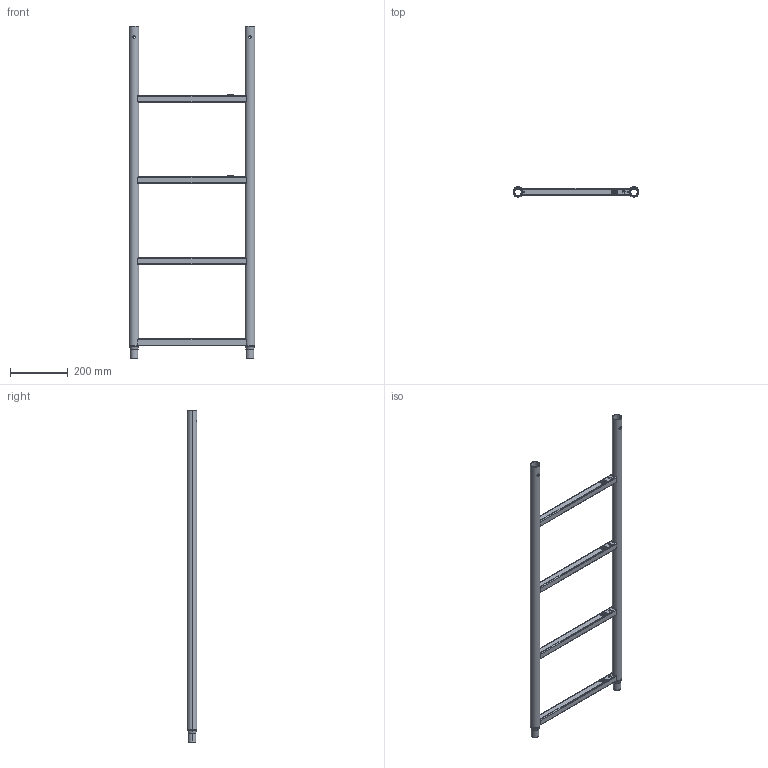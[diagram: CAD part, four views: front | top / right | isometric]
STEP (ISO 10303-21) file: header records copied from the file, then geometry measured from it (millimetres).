
FILE_DESCRIPTION (( 'STEP AP203' ), '1' );
FILE_NAME ('9284000004.STEP', '2024-04-25T12:34:43', ( '' ), ( '' ), 'SwSTEP 2.0', 'SolidWorks 2022', '' );
FILE_SCHEMA (( 'CONFIG_CONTROL_DESIGN' ));
Length unit declared in the file: metre
Products named in the file (1): 9284000004
Bounding box: 433.7 x 33.7 x 1146 mm (x, y, z)
Volume: 641411.1 mm3; surface area: 649179.2 mm2
Topology: 6 solids, 6 shells, 476 faces, 1240 edges, 752 vertices
Faces by surface type: plane 132, cone 104, cylinder 100, torus 80, bspline 60
Entity records: 18039 total; most frequent: CARTESIAN_POINT 6593, ORIENTED_EDGE 2480, DIRECTION 2330, EDGE_CURVE 1240, AXIS2_PLACEMENT_3D 897, VERTEX_POINT 752, LINE 536, VECTOR 536
